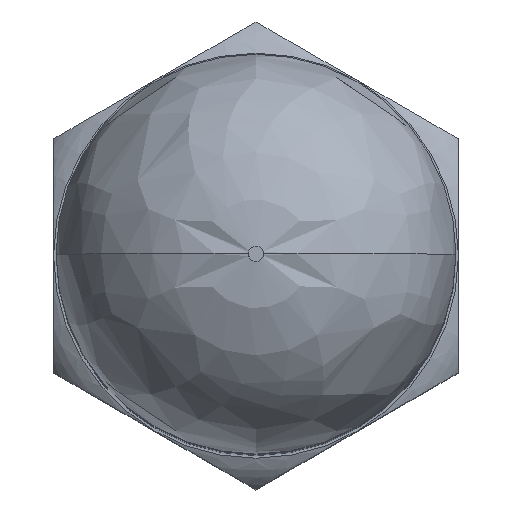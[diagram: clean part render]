
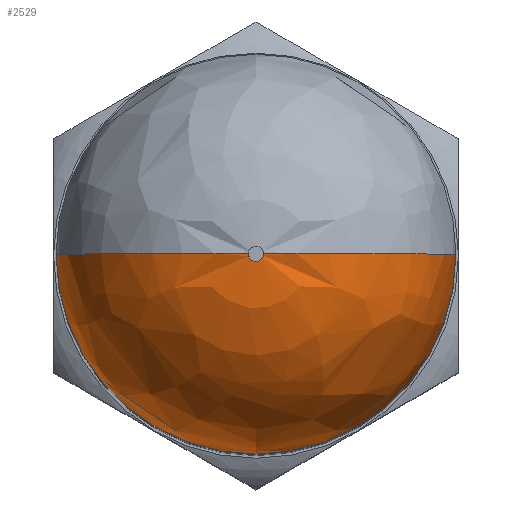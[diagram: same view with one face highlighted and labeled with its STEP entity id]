
A CAD part, top view. The second image highlights one B-rep face of the part: STEP entity #2529.
In plain terms, the highlighted free-form (B-spline) face has degree [3, 3] with [4, 4] control points.
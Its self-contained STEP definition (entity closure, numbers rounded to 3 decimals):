
#8 = CARTESIAN_POINT ( 'NONE',  ( -70.432, 119.587, 29.425 ) ) ;
#95 = CARTESIAN_POINT ( 'NONE',  ( -74.532, 119.587, 27.851 ) ) ;
#121 = CARTESIAN_POINT ( 'NONE',  ( -66.632, 119.587, 25.625 ) ) ;
#235 = EDGE_LOOP ( 'NONE', ( #2579, #1730, #300, #2544 ) ) ;
#300 = ORIENTED_EDGE ( 'NONE', *, *, #1219, .F. ) ;
#310 = CARTESIAN_POINT ( 'NONE',  ( -72.958, 124.339, 29.425 ) ) ;
#328 = EDGE_CURVE ( 'NONE', #759, #1166, #2339, .T. ) ;
#397 = DIRECTION ( 'NONE',  ( 0., 1., 0. ) ) ;
#404 = CARTESIAN_POINT ( 'NONE',  ( -70.732, 119.587, 29.425 ) ) ;
#417 = DIRECTION ( 'NONE',  ( 0., 0., -1. ) ) ;
#481 =( BOUNDED_SURFACE ( )  B_SPLINE_SURFACE ( 3, 3, ( 
 ( #1887, #2075, #1896, #1675 ),
 ( #872, #1487, #310, #1868 ),
 ( #2491, #1268, #1075, #95 ),
 ( #121, #1706, #2286, #1475 ) ),
 .UNSPECIFIED., .F., .F., .T. ) 
 B_SPLINE_SURFACE_WITH_KNOTS ( ( 4, 4 ),
 ( 4, 4 ),
 ( 0., 1. ),
 ( 0., 1. ),
 .UNSPECIFIED. ) 
 GEOMETRIC_REPRESENTATION_ITEM ( )  RATIONAL_B_SPLINE_SURFACE ( (
 ( 1., 0.333, 0.333, 1.),
 ( 0.805, 0.268, 0.268, 0.805),
 ( 0.805, 0.268, 0.268, 0.805),
 ( 1., 0.333, 0.333, 1.) ) ) 
 REPRESENTATION_ITEM ( '' )  SURFACE ( )  );
#586 = EDGE_CURVE ( 'NONE', #1166, #880, #842, .T. ) ;
#604 = VERTEX_POINT ( 'NONE', #1387 ) ;
#615 = FACE_OUTER_BOUND ( 'NONE', #235, .T. ) ;
#680 = AXIS2_PLACEMENT_3D ( 'NONE', #2359, #2152, #2568 ) ;
#708 = CIRCLE ( 'NONE', #680, 3.8 ) ;
#759 = VERTEX_POINT ( 'NONE', #404 ) ;
#842 = CIRCLE ( 'NONE', #1129, 3.8 ) ;
#872 = CARTESIAN_POINT ( 'NONE',  ( -68.206, 119.587, 29.425 ) ) ;
#880 = VERTEX_POINT ( 'NONE', #1294 ) ;
#991 = CARTESIAN_POINT ( 'NONE',  ( -70.432, 119.587, 25.625 ) ) ;
#1075 = CARTESIAN_POINT ( 'NONE',  ( -74.532, 127.487, 27.851 ) ) ;
#1129 = AXIS2_PLACEMENT_3D ( 'NONE', #991, #397, #1968 ) ;
#1166 = VERTEX_POINT ( 'NONE', #8 ) ;
#1219 = EDGE_CURVE ( 'NONE', #604, #880, #1396, .T. ) ;
#1268 = CARTESIAN_POINT ( 'NONE',  ( -66.632, 127.487, 27.851 ) ) ;
#1294 = CARTESIAN_POINT ( 'NONE',  ( -66.632, 119.587, 25.625 ) ) ;
#1387 = CARTESIAN_POINT ( 'NONE',  ( -74.532, 119.587, 25.625 ) ) ;
#1396 = CIRCLE ( 'NONE', #2403, 3.95 ) ;
#1475 = CARTESIAN_POINT ( 'NONE',  ( -74.532, 119.587, 25.625 ) ) ;
#1487 = CARTESIAN_POINT ( 'NONE',  ( -68.206, 124.339, 29.425 ) ) ;
#1675 = CARTESIAN_POINT ( 'NONE',  ( -70.732, 119.587, 29.425 ) ) ;
#1706 = CARTESIAN_POINT ( 'NONE',  ( -66.632, 127.487, 25.625 ) ) ;
#1730 = ORIENTED_EDGE ( 'NONE', *, *, #586, .T. ) ;
#1868 = CARTESIAN_POINT ( 'NONE',  ( -72.958, 119.587, 29.425 ) ) ;
#1887 = CARTESIAN_POINT ( 'NONE',  ( -70.432, 119.587, 29.425 ) ) ;
#1896 = CARTESIAN_POINT ( 'NONE',  ( -70.732, 119.887, 29.425 ) ) ;
#1968 = DIRECTION ( 'NONE',  ( 1., 0., 0. ) ) ;
#2039 = CARTESIAN_POINT ( 'NONE',  ( -70.732, 119.587, 29.425 ) ) ;
#2048 = CARTESIAN_POINT ( 'NONE',  ( -70.432, 119.887, 29.425 ) ) ;
#2056 = CARTESIAN_POINT ( 'NONE',  ( -70.732, 119.887, 29.425 ) ) ;
#2075 = CARTESIAN_POINT ( 'NONE',  ( -70.432, 119.887, 29.425 ) ) ;
#2152 = DIRECTION ( 'NONE',  ( 0., -1., 0. ) ) ;
#2231 = DIRECTION ( 'NONE',  ( 1., 0., 0. ) ) ;
#2269 = CARTESIAN_POINT ( 'NONE',  ( -70.432, 119.587, 29.425 ) ) ;
#2276 = EDGE_CURVE ( 'NONE', #759, #604, #708, .T. ) ;
#2286 = CARTESIAN_POINT ( 'NONE',  ( -74.532, 127.487, 25.625 ) ) ;
#2339 =( BOUNDED_CURVE ( )  B_SPLINE_CURVE ( 3, ( #2039, #2056, #2048, #2269 ),
 .UNSPECIFIED., .F., .T. ) 
 B_SPLINE_CURVE_WITH_KNOTS ( ( 4, 4 ),
 ( 0., 1. ),
 .UNSPECIFIED. ) 
 CURVE ( )  GEOMETRIC_REPRESENTATION_ITEM ( )  RATIONAL_B_SPLINE_CURVE ( ( 1., 0.333, 0.333, 1. ) ) 
 REPRESENTATION_ITEM ( '' )  );
#2359 = CARTESIAN_POINT ( 'NONE',  ( -70.732, 119.587, 25.625 ) ) ;
#2403 = AXIS2_PLACEMENT_3D ( 'NONE', #2425, #417, #2231 ) ;
#2425 = CARTESIAN_POINT ( 'NONE',  ( -70.582, 119.587, 25.625 ) ) ;
#2491 = CARTESIAN_POINT ( 'NONE',  ( -66.632, 119.587, 27.851 ) ) ;
#2529 = ADVANCED_FACE ( 'NONE', ( #615 ), #481, .T. ) ;
#2544 = ORIENTED_EDGE ( 'NONE', *, *, #2276, .F. ) ;
#2568 = DIRECTION ( 'NONE',  ( -1., 0., 0. ) ) ;
#2579 = ORIENTED_EDGE ( 'NONE', *, *, #328, .T. ) ;
